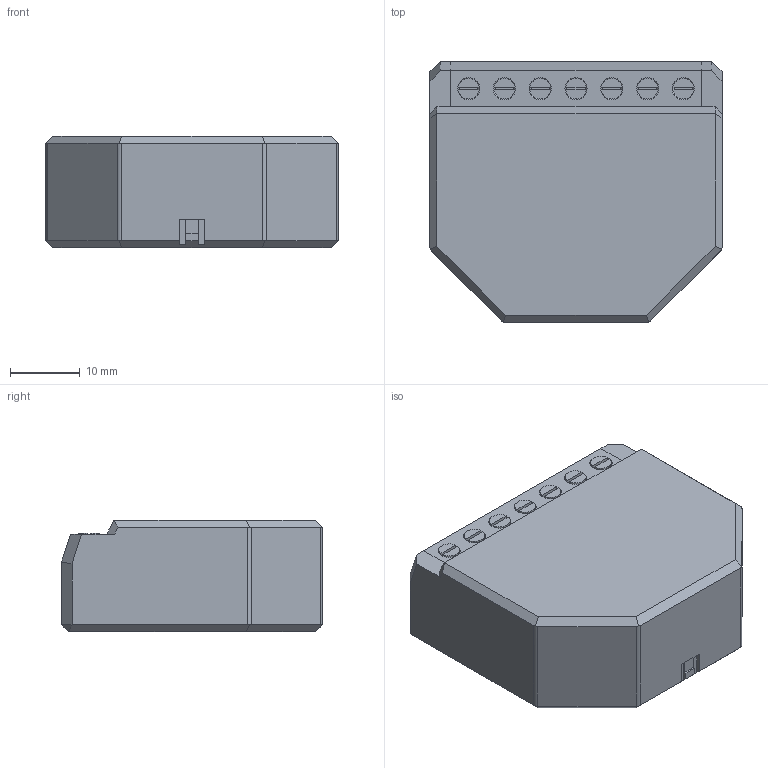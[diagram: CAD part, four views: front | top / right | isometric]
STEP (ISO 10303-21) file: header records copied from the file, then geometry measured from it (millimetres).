
FILE_DESCRIPTION(/* description */ ('','CAx-IF Rec.Pracs.---Representation and Presentation of Product Manufacturing Information (PMI)---4.0---2014-10-13'),/* implementation_level */ '2;1');
FILE_NAME(/* name */ 'Shelly 1PM.step',/* time_stamp */ '2024-12-01T23:44:29+10:00',/* author */ (''),/* organization */ (''),/* preprocessor_version */ 'ST-DEVELOPER v20',/* originating_system */ 'Autodesk Translation Framework v13.20.0.188',/* authorisation */ '');
FILE_SCHEMA (('AP242_MANAGED_MODEL_BASED_3D_ENGINEERING_MIM_LF { 1 0 10303 442 1 1 4 }'));
Length unit declared in the file: millimetre
Products named in the file (3): Shelly 1; Shelly 1PM; Countersunk (Flat) Head Screw DIN 963 - M1.6 x 8 Steel 4.6 Plain v1
Assembly tree (8 placements, depth 3):
  Shelly 1
    Shelly 1PM
      Countersunk (Flat) Head Screw DIN 963 - M1.6 x 8 Steel 4.6 Plain v1  x7
Bounding box: 42 x 37.5 x 16 mm (x, y, z)
Volume: 22294.8 mm3; surface area: 7416.2 mm2
Topology: 9 solids, 9 shells, 227 faces, 546 edges, 353 vertices
Faces by surface type: plane 159, cylinder 40, cone 21, torus 7
Full cylindrical faces by diameter (mm): 1.538 x7, 1.6 x7, 3 x7, 3.5 x1
Entity records: 4949 total; most frequent: CARTESIAN_POINT 1049, DIRECTION 772, ORIENTED_EDGE 768, EDGE_CURVE 384, LINE 308, VECTOR 308, VERTEX_POINT 251, AXIS2_PLACEMENT_3D 232
